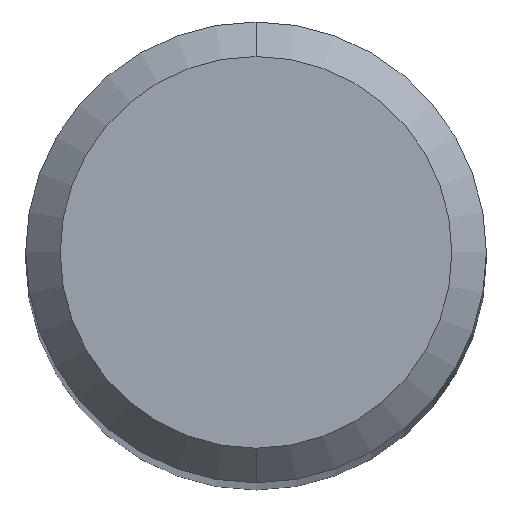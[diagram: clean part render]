
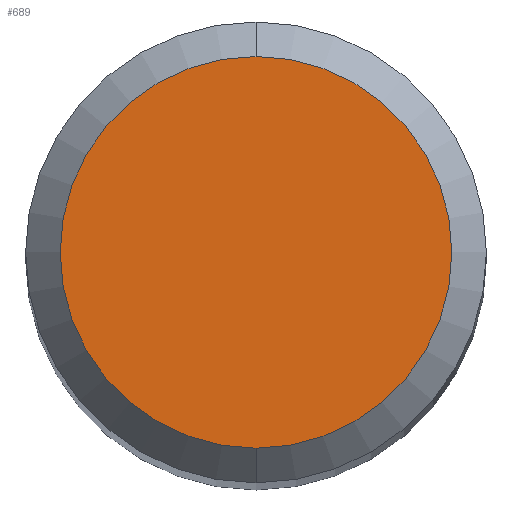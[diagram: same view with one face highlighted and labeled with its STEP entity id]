
A CAD part, top view. The second image highlights one B-rep face of the part: STEP entity #689.
In plain terms, the highlighted planar face has unit normal (0, 0, 1).
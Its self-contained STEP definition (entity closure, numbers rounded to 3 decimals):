
#483=EDGE_CURVE('',#583,#535,#1151,.T.);
#535=VERTEX_POINT('',#1206);
#583=VERTEX_POINT('',#1259);
#689=ADVANCED_FACE('',(#1378),#1379,.T.);
#811=EDGE_CURVE('',#535,#583,#1508,.T.);
#1151=CIRCLE('',#2970,1.7);
#1206=CARTESIAN_POINT('',(0.,-1.7,0.0));
#1259=CARTESIAN_POINT('',(0.0,1.7,0.0));
#1378=FACE_OUTER_BOUND('',#3911,.T.);
#1379=PLANE('',#3912);
#1508=CIRCLE('',#4628,1.7);
#2970=AXIS2_PLACEMENT_3D('',#7846,#7847,#7848);
#3911=EDGE_LOOP('',(#8100,#8101));
#3912=AXIS2_PLACEMENT_3D('',#8102,#8103,#8104);
#4628=AXIS2_PLACEMENT_3D('',#8219,#8220,#8221);
#7846=CARTESIAN_POINT('',(0.0,0.0,0.0));
#7847=DIRECTION('',(0.0,0.0,-1.0));
#7848=DIRECTION('',(0.0,1.0,0.0));
#8100=ORIENTED_EDGE('',*,*,#483,.F.);
#8101=ORIENTED_EDGE('',*,*,#811,.F.);
#8102=CARTESIAN_POINT('',(0.0,0.85,0.0));
#8103=DIRECTION('',(-0.0,0.0,1.0));
#8104=DIRECTION('',(0.0,-1.0,0.0));
#8219=CARTESIAN_POINT('',(0.0,0.0,0.0));
#8220=DIRECTION('',(0.0,0.0,-1.0));
#8221=DIRECTION('',(0.0,1.0,0.0));
